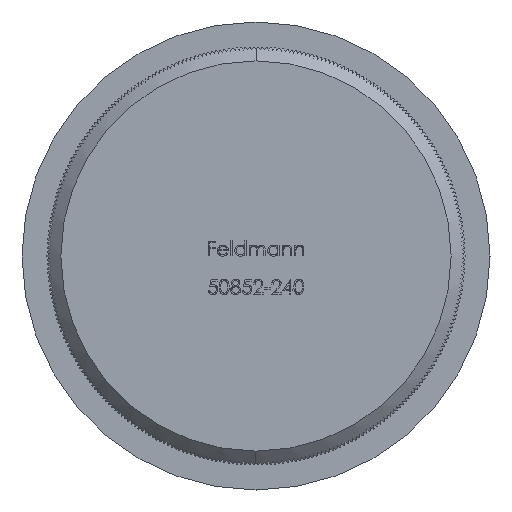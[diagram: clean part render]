
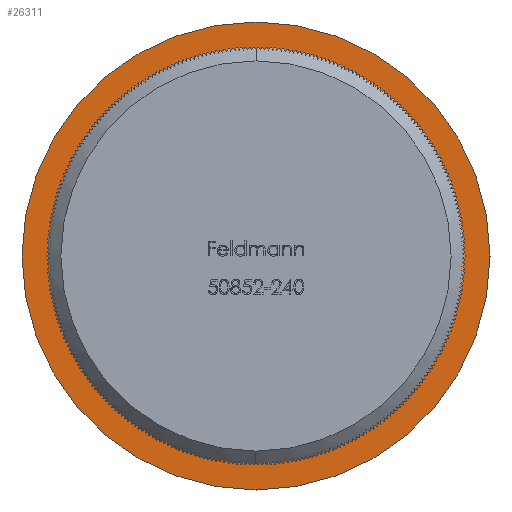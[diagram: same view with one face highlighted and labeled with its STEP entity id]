
A CAD part, front view. The second image highlights one B-rep face of the part: STEP entity #26311.
In plain terms, the highlighted planar face has unit normal (0, -1, 0).
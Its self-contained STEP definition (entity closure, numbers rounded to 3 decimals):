
#443 = DIRECTION ( 'NONE',  ( 0., -1., 0. ) ) ;
#1598 = CIRCLE ( 'NONE', #3135, 14.85 ) ;
#3135 = AXIS2_PLACEMENT_3D ( 'NONE', #9649, #13117, #9301 ) ;
#5005 = CARTESIAN_POINT ( 'NONE',  ( 0., 5., 16.85 ) ) ;
#8670 = CARTESIAN_POINT ( 'NONE',  ( 16.85, 5., 0. ) ) ;
#8833 = DIRECTION ( 'NONE',  ( 0., 0., -1. ) ) ;
#8952 = ORIENTED_EDGE ( 'NONE', *, *, #33274, .F. ) ;
#9301 = DIRECTION ( 'NONE',  ( 0., 0., -1. ) ) ;
#9649 = CARTESIAN_POINT ( 'NONE',  ( 0., 5., 0. ) ) ;
#12157 = PLANE ( 'NONE',  #22871 ) ;
#13117 = DIRECTION ( 'NONE',  ( 0., -1., 0. ) ) ;
#13829 = CIRCLE ( 'NONE', #27648, 16.85 ) ;
#13978 = DIRECTION ( 'NONE',  ( 0., -1., 0. ) ) ;
#14181 = DIRECTION ( 'NONE',  ( 0., 0., -1. ) ) ;
#15569 = CARTESIAN_POINT ( 'NONE',  ( 0., 5., 14.85 ) ) ;
#15780 = AXIS2_PLACEMENT_3D ( 'NONE', #33848, #33521, #14181 ) ;
#17797 = CARTESIAN_POINT ( 'NONE',  ( 0., 5., 0. ) ) ;
#19150 = VERTEX_POINT ( 'NONE', #15569 ) ;
#19252 = FACE_BOUND ( 'NONE', #32211, .T. ) ;
#20213 = CIRCLE ( 'NONE', #33911, 16.85 ) ;
#22474 = CARTESIAN_POINT ( 'NONE',  ( 0., 5., -14.85 ) ) ;
#22871 = AXIS2_PLACEMENT_3D ( 'NONE', #8670, #443, #8833 ) ;
#23821 = CIRCLE ( 'NONE', #15780, 14.85 ) ;
#26311 = ADVANCED_FACE ( 'NONE', ( #19252, #47048 ), #12157, .T. ) ;
#27648 = AXIS2_PLACEMENT_3D ( 'NONE', #17797, #13978, #29657 ) ;
#28530 = ORIENTED_EDGE ( 'NONE', *, *, #39988, .F. ) ;
#29517 = VERTEX_POINT ( 'NONE', #5005 ) ;
#29657 = DIRECTION ( 'NONE',  ( 0., 0., -1. ) ) ;
#30103 = DIRECTION ( 'NONE',  ( 0., 0., -1. ) ) ;
#32211 = EDGE_LOOP ( 'NONE', ( #28530, #8952 ) ) ;
#33274 = EDGE_CURVE ( 'NONE', #19150, #47879, #1598, .T. ) ;
#33521 = DIRECTION ( 'NONE',  ( 0., -1., 0. ) ) ;
#33848 = CARTESIAN_POINT ( 'NONE',  ( 0., 5., 0. ) ) ;
#33911 = AXIS2_PLACEMENT_3D ( 'NONE', #38231, #34787, #30103 ) ;
#34787 = DIRECTION ( 'NONE',  ( 0., -1., 0. ) ) ;
#35930 = ORIENTED_EDGE ( 'NONE', *, *, #39241, .T. ) ;
#38231 = CARTESIAN_POINT ( 'NONE',  ( 0., 5., 0. ) ) ;
#39241 = EDGE_CURVE ( 'NONE', #29517, #40256, #13829, .T. ) ;
#39988 = EDGE_CURVE ( 'NONE', #47879, #19150, #23821, .T. ) ;
#40132 = EDGE_LOOP ( 'NONE', ( #46026, #35930 ) ) ;
#40256 = VERTEX_POINT ( 'NONE', #51159 ) ;
#46026 = ORIENTED_EDGE ( 'NONE', *, *, #49699, .T. ) ;
#47048 = FACE_OUTER_BOUND ( 'NONE', #40132, .T. ) ;
#47879 = VERTEX_POINT ( 'NONE', #22474 ) ;
#49699 = EDGE_CURVE ( 'NONE', #40256, #29517, #20213, .T. ) ;
#51159 = CARTESIAN_POINT ( 'NONE',  ( 0., 5., -16.85 ) ) ;
